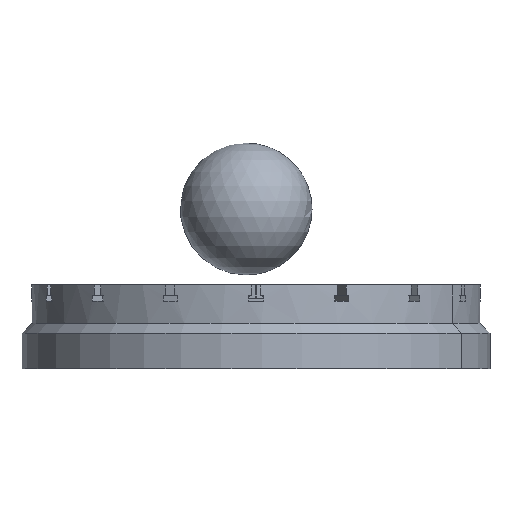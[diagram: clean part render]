
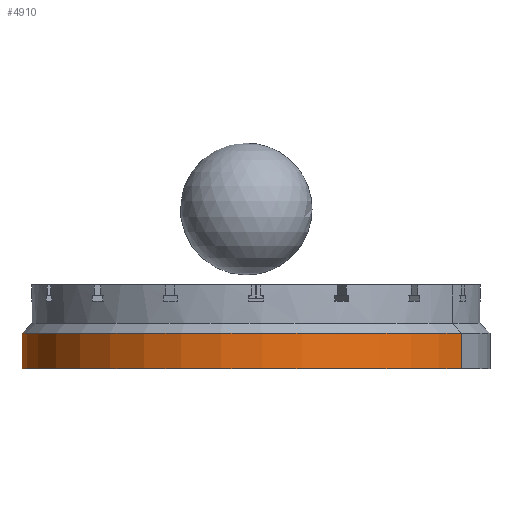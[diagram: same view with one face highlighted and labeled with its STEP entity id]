
A CAD part, front view. The second image highlights one B-rep face of the part: STEP entity #4910.
In plain terms, the highlighted cylindrical face has radius 355 mm (diameter 710 mm), a partial arc.
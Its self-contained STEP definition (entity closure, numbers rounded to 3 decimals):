
#2979 = VERTEX_POINT('',#2980);
#2980 = CARTESIAN_POINT('',(-296.542,170.196,-127.5));
#2981 = VERTEX_POINT('',#2982);
#2982 = CARTESIAN_POINT('',(326.542,-170.196,-127.5));
#2990 = PLANE('',#2991);
#2991 = AXIS2_PLACEMENT_3D('',#2992,#2993,#2994);
#2992 = CARTESIAN_POINT('',(-340.,0.,-127.5));
#2993 = DIRECTION('',(0.,0.,-1.));
#2994 = DIRECTION('',(-1.,0.,0.));
#3002 = CYLINDRICAL_SURFACE('',#3003,355.);
#3003 = AXIS2_PLACEMENT_3D('',#3004,#3005,#3006);
#3004 = CARTESIAN_POINT('',(15.,0.,-63.75));
#3005 = DIRECTION('',(0.,0.,-1.));
#3006 = DIRECTION('',(0.878,-0.479,0.));
#3014 = EDGE_CURVE('',#2981,#2979,#3015,.T.);
#3015 = SURFACE_CURVE('',#3016,(#3021,#3028),.PCURVE_S1.);
#3016 = CIRCLE('',#3017,355.);
#3017 = AXIS2_PLACEMENT_3D('',#3018,#3019,#3020);
#3018 = CARTESIAN_POINT('',(15.,0.,-127.5));
#3019 = DIRECTION('',(0.,0.,-1.));
#3020 = DIRECTION('',(-1.,0.,0.));
#3021 = PCURVE('',#2990,#3022);
#3022 = DEFINITIONAL_REPRESENTATION('',(#3023),#3027);
#3023 = CIRCLE('',#3024,355.);
#3024 = AXIS2_PLACEMENT_2D('',#3025,#3026);
#3025 = CARTESIAN_POINT('',(-355.,0.));
#3026 = DIRECTION('',(1.,0.));
#3027 = ( GEOMETRIC_REPRESENTATION_CONTEXT(2) 
PARAMETRIC_REPRESENTATION_CONTEXT() REPRESENTATION_CONTEXT('2D SPACE',''
  ) );
#3028 = PCURVE('',#3029,#3034);
#3029 = CYLINDRICAL_SURFACE('',#3030,355.);
#3030 = AXIS2_PLACEMENT_3D('',#3031,#3032,#3033);
#3031 = CARTESIAN_POINT('',(15.,0.,-63.75));
#3032 = DIRECTION('',(0.,0.,-1.));
#3033 = DIRECTION('',(0.878,-0.479,0.));
#3034 = DEFINITIONAL_REPRESENTATION('',(#3035),#3039);
#3035 = LINE('',#3036,#3037);
#3036 = CARTESIAN_POINT('',(-3.642,63.75));
#3037 = VECTOR('',#3038,1.);
#3038 = DIRECTION('',(1.,0.));
#3039 = ( GEOMETRIC_REPRESENTATION_CONTEXT(2) 
PARAMETRIC_REPRESENTATION_CONTEXT() REPRESENTATION_CONTEXT('2D SPACE',''
  ) );
#4553 = CONICAL_SURFACE('',#4554,340.,0.785);
#4554 = AXIS2_PLACEMENT_3D('',#4555,#4556,#4557);
#4555 = CARTESIAN_POINT('',(15.,0.,-58.5));
#4556 = DIRECTION('',(0.,0.,-1.));
#4557 = DIRECTION('',(0.878,-0.479,0.));
#4788 = EDGE_CURVE('',#4789,#4791,#4793,.T.);
#4789 = VERTEX_POINT('',#4790);
#4790 = CARTESIAN_POINT('',(326.542,-170.196,-73.5));
#4791 = VERTEX_POINT('',#4792);
#4792 = CARTESIAN_POINT('',(-296.542,170.196,-73.5));
#4793 = SURFACE_CURVE('',#4794,(#4799,#4806),.PCURVE_S1.);
#4794 = CIRCLE('',#4795,355.);
#4795 = AXIS2_PLACEMENT_3D('',#4796,#4797,#4798);
#4796 = CARTESIAN_POINT('',(15.,0.,-73.5));
#4797 = DIRECTION('',(0.,0.,-1.));
#4798 = DIRECTION('',(-1.,0.,0.));
#4799 = PCURVE('',#4553,#4800);
#4800 = DEFINITIONAL_REPRESENTATION('',(#4801),#4805);
#4801 = LINE('',#4802,#4803);
#4802 = CARTESIAN_POINT('',(-3.642,15.));
#4803 = VECTOR('',#4804,1.);
#4804 = DIRECTION('',(1.,0.));
#4805 = ( GEOMETRIC_REPRESENTATION_CONTEXT(2) 
PARAMETRIC_REPRESENTATION_CONTEXT() REPRESENTATION_CONTEXT('2D SPACE',''
  ) );
#4806 = PCURVE('',#3029,#4807);
#4807 = DEFINITIONAL_REPRESENTATION('',(#4808),#4812);
#4808 = LINE('',#4809,#4810);
#4809 = CARTESIAN_POINT('',(-3.642,9.75));
#4810 = VECTOR('',#4811,1.);
#4811 = DIRECTION('',(1.,0.));
#4812 = ( GEOMETRIC_REPRESENTATION_CONTEXT(2) 
PARAMETRIC_REPRESENTATION_CONTEXT() REPRESENTATION_CONTEXT('2D SPACE',''
  ) );
#4910 = ADVANCED_FACE('',(#4911),#3029,.T.);
#4911 = FACE_BOUND('',#4912,.T.);
#4912 = EDGE_LOOP('',(#4913,#4914,#4935,#4936));
#4913 = ORIENTED_EDGE('',*,*,#3014,.F.);
#4914 = ORIENTED_EDGE('',*,*,#4915,.F.);
#4915 = EDGE_CURVE('',#4789,#2981,#4916,.T.);
#4916 = SURFACE_CURVE('',#4917,(#4921,#4928),.PCURVE_S1.);
#4917 = LINE('',#4918,#4919);
#4918 = CARTESIAN_POINT('',(326.542,-170.196,-100.5));
#4919 = VECTOR('',#4920,1.);
#4920 = DIRECTION('',(0.,0.,-1.));
#4921 = PCURVE('',#3029,#4922);
#4922 = DEFINITIONAL_REPRESENTATION('',(#4923),#4927);
#4923 = LINE('',#4924,#4925);
#4924 = CARTESIAN_POINT('',(0.,36.75));
#4925 = VECTOR('',#4926,1.);
#4926 = DIRECTION('',(0.,1.));
#4927 = ( GEOMETRIC_REPRESENTATION_CONTEXT(2) 
PARAMETRIC_REPRESENTATION_CONTEXT() REPRESENTATION_CONTEXT('2D SPACE',''
  ) );
#4928 = PCURVE('',#3002,#4929);
#4929 = DEFINITIONAL_REPRESENTATION('',(#4930),#4934);
#4930 = LINE('',#4931,#4932);
#4931 = CARTESIAN_POINT('',(6.283,36.75));
#4932 = VECTOR('',#4933,1.);
#4933 = DIRECTION('',(0.,1.));
#4934 = ( GEOMETRIC_REPRESENTATION_CONTEXT(2) 
PARAMETRIC_REPRESENTATION_CONTEXT() REPRESENTATION_CONTEXT('2D SPACE',''
  ) );
#4935 = ORIENTED_EDGE('',*,*,#4788,.T.);
#4936 = ORIENTED_EDGE('',*,*,#4937,.T.);
#4937 = EDGE_CURVE('',#4791,#2979,#4938,.T.);
#4938 = SURFACE_CURVE('',#4939,(#4943,#4950),.PCURVE_S1.);
#4939 = LINE('',#4940,#4941);
#4940 = CARTESIAN_POINT('',(-296.542,170.196,-100.5));
#4941 = VECTOR('',#4942,1.);
#4942 = DIRECTION('',(0.,0.,-1.));
#4943 = PCURVE('',#3029,#4944);
#4944 = DEFINITIONAL_REPRESENTATION('',(#4945),#4949);
#4945 = LINE('',#4946,#4947);
#4946 = CARTESIAN_POINT('',(3.142,36.75));
#4947 = VECTOR('',#4948,1.);
#4948 = DIRECTION('',(0.,1.));
#4949 = ( GEOMETRIC_REPRESENTATION_CONTEXT(2) 
PARAMETRIC_REPRESENTATION_CONTEXT() REPRESENTATION_CONTEXT('2D SPACE',''
  ) );
#4950 = PCURVE('',#3002,#4951);
#4951 = DEFINITIONAL_REPRESENTATION('',(#4952),#4956);
#4952 = LINE('',#4953,#4954);
#4953 = CARTESIAN_POINT('',(3.142,36.75));
#4954 = VECTOR('',#4955,1.);
#4955 = DIRECTION('',(0.,1.));
#4956 = ( GEOMETRIC_REPRESENTATION_CONTEXT(2) 
PARAMETRIC_REPRESENTATION_CONTEXT() REPRESENTATION_CONTEXT('2D SPACE',''
  ) );
